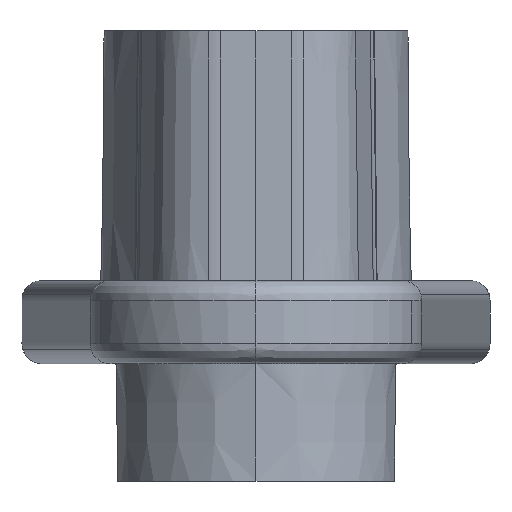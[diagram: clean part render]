
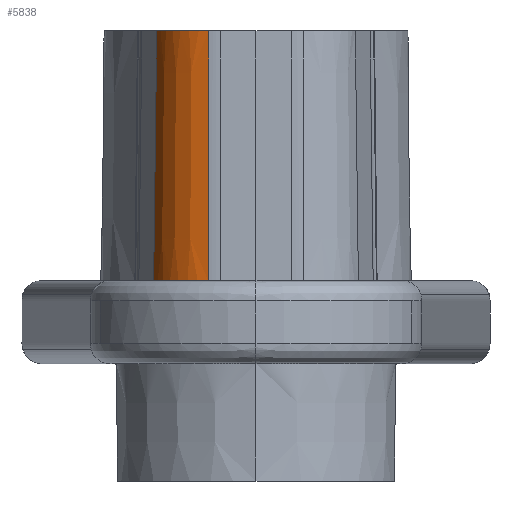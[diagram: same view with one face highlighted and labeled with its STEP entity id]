
A CAD part, front view. The second image highlights one B-rep face of the part: STEP entity #5838.
In plain terms, the highlighted conical face has half-angle 0.75 degrees and reference radius 3.169 mm.
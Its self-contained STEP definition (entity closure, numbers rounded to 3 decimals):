
#5729=CARTESIAN_POINT('',(-2.228,10.177,-1.148));
#5730=VERTEX_POINT('',#5729);
#5739=CARTESIAN_POINT('',(-4.77,12.42,-1.148));
#5740=VERTEX_POINT('',#5739);
#5741=CARTESIAN_POINT('',(-1.665,13.376,-1.148));
#5742=DIRECTION('',(0.0,0.0,-1.0));
#5743=DIRECTION('',(0.0,-1.0,0.0));
#5744=AXIS2_PLACEMENT_3D('',#5741,#5742,#5743);
#5745=CIRCLE('',#5744,3.249);
#5746=EDGE_CURVE('',#5730,#5740,#5745,.T.);
#5807=CARTESIAN_POINT('',(-1.665,13.376,4.971));
#5808=DIRECTION('',(0.,0.,-1.0));
#5809=DIRECTION('',(-0.173,-0.985,0.));
#5810=AXIS2_PLACEMENT_3D('',#5807,#5808,#5809);
#5811=CONICAL_SURFACE('',#5810,3.169,0.75);
#5812=CARTESIAN_POINT('',(-2.201,10.327,10.482));
#5813=VERTEX_POINT('',#5812);
#5814=CARTESIAN_POINT('',(-2.201,10.327,10.482));
#5815=DIRECTION('',(-0.002,-0.013,-1.));
#5816=VECTOR('',#5815,11.631);
#5817=LINE('',#5814,#5816);
#5818=EDGE_CURVE('',#5813,#5730,#5817,.T.);
#5819=ORIENTED_EDGE('',*,*,#5818,.F.);
#5820=CARTESIAN_POINT('',(-4.624,12.465,10.482));
#5821=VERTEX_POINT('',#5820);
#5822=CARTESIAN_POINT('',(-1.665,13.376,10.482));
#5823=DIRECTION('',(0.,0.,1.));
#5824=DIRECTION('',(-0.956,-0.294,0.));
#5825=AXIS2_PLACEMENT_3D('',#5822,#5823,#5824);
#5826=CIRCLE('',#5825,3.096);
#5827=EDGE_CURVE('',#5821,#5813,#5826,.T.);
#5828=ORIENTED_EDGE('',*,*,#5827,.F.);
#5829=CARTESIAN_POINT('',(-4.624,12.465,10.482));
#5830=DIRECTION('',(-0.013,-0.004,-1.));
#5831=VECTOR('',#5830,11.631);
#5832=LINE('',#5829,#5831);
#5833=EDGE_CURVE('',#5821,#5740,#5832,.T.);
#5834=ORIENTED_EDGE('',*,*,#5833,.T.);
#5835=ORIENTED_EDGE('',*,*,#5746,.F.);
#5836=EDGE_LOOP('',(#5819,#5828,#5834,#5835));
#5837=FACE_OUTER_BOUND('',#5836,.T.);
#5838=ADVANCED_FACE('',(#5837),#5811,.T.);
